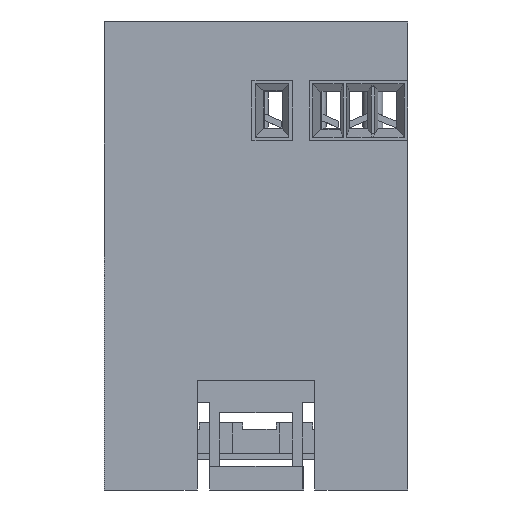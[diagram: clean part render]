
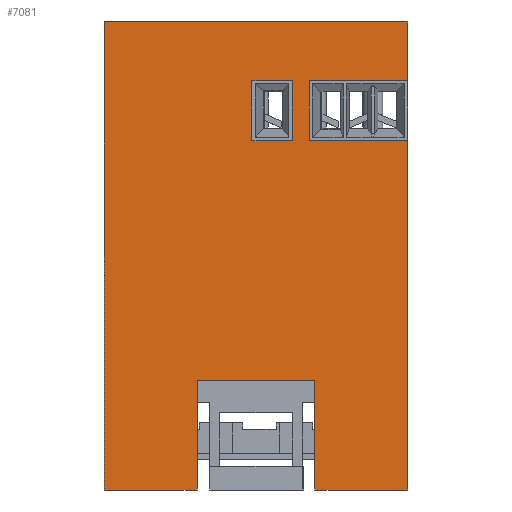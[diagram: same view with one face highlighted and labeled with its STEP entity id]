
A CAD part, front view. The second image highlights one B-rep face of the part: STEP entity #7081.
In plain terms, the highlighted planar face has unit normal (0, -1, 0).
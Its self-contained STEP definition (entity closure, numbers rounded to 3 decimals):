
#25=DIRECTION('',(0.,0.,-1.));
#26=VECTOR('',#25,69.5);
#27=CARTESIAN_POINT('',(-22.5,-10.25,34.75));
#28=LINE('',#27,#26);
#1797=DIRECTION('',(-1.,0.,0.));
#1798=VECTOR('',#1797,6.);
#1799=CARTESIAN_POINT('',(5.4,-10.25,26.05));
#1800=LINE('',#1799,#1798);
#1801=DIRECTION('',(0.,0.,-1.));
#1802=VECTOR('',#1801,8.9);
#1803=CARTESIAN_POINT('',(-0.6,-10.25,26.05));
#1804=LINE('',#1803,#1802);
#1805=DIRECTION('',(1.,0.,0.));
#1806=VECTOR('',#1805,6.);
#1807=CARTESIAN_POINT('',(-0.6,-10.25,17.15));
#1808=LINE('',#1807,#1806);
#1809=DIRECTION('',(0.,0.,1.));
#1810=VECTOR('',#1809,8.9);
#1811=CARTESIAN_POINT('',(5.4,-10.25,17.15));
#1812=LINE('',#1811,#1810);
#1825=DIRECTION('',(0.,0.,1.));
#1826=VECTOR('',#1825,16.2);
#1827=CARTESIAN_POINT('',(8.75,-10.25,-34.75));
#1828=LINE('',#1827,#1826);
#1829=DIRECTION('',(-1.,0.,0.));
#1830=VECTOR('',#1829,17.5);
#1831=CARTESIAN_POINT('',(8.75,-10.25,-18.55));
#1832=LINE('',#1831,#1830);
#1833=DIRECTION('',(0.,0.,1.));
#1834=VECTOR('',#1833,16.2);
#1835=CARTESIAN_POINT('',(-8.75,-10.25,-34.75));
#1836=LINE('',#1835,#1834);
#1837=DIRECTION('',(1.,0.,0.));
#1838=VECTOR('',#1837,45.);
#1839=CARTESIAN_POINT('',(-22.5,-10.25,34.75));
#1840=LINE('',#1839,#1838);
#1841=DIRECTION('',(-1.,0.,0.));
#1842=VECTOR('',#1841,14.6);
#1843=CARTESIAN_POINT('',(22.5,-10.25,26.05));
#1844=LINE('',#1843,#1842);
#1845=DIRECTION('',(0.,0.,-1.));
#1846=VECTOR('',#1845,8.9);
#1847=CARTESIAN_POINT('',(7.9,-10.25,26.05));
#1848=LINE('',#1847,#1846);
#1849=DIRECTION('',(-1.,0.,0.));
#1850=VECTOR('',#1849,14.6);
#1851=CARTESIAN_POINT('',(22.5,-10.25,17.15));
#1852=LINE('',#1851,#1850);
#2011=DIRECTION('',(1.,0.,0.));
#2012=VECTOR('',#2011,13.75);
#2013=CARTESIAN_POINT('',(8.75,-10.25,-34.75));
#2014=LINE('',#2013,#2012);
#2023=DIRECTION('',(1.,0.,0.));
#2024=VECTOR('',#2023,13.75);
#2025=CARTESIAN_POINT('',(-22.5,-10.25,-34.75));
#2026=LINE('',#2025,#2024);
#2073=DIRECTION('',(0.,0.,-1.));
#2074=VECTOR('',#2073,51.9);
#2075=CARTESIAN_POINT('',(22.5,-10.25,17.15));
#2076=LINE('',#2075,#2074);
#2081=DIRECTION('',(0.,0.,-1.));
#2082=VECTOR('',#2081,8.7);
#2083=CARTESIAN_POINT('',(22.5,-10.25,34.75));
#2084=LINE('',#2083,#2082);
#3653=CARTESIAN_POINT('',(-22.5,-10.25,34.75));
#3654=CARTESIAN_POINT('',(-22.5,-10.25,-34.75));
#3655=VERTEX_POINT('',#3653);
#3656=VERTEX_POINT('',#3654);
#3659=CARTESIAN_POINT('',(22.5,-10.25,-34.75));
#3661=VERTEX_POINT('',#3659);
#3663=CARTESIAN_POINT('',(22.5,-10.25,34.75));
#3664=VERTEX_POINT('',#3663);
#4021=CARTESIAN_POINT('',(22.5,-10.25,26.05));
#4022=CARTESIAN_POINT('',(7.9,-10.25,26.05));
#4023=VERTEX_POINT('',#4021);
#4024=VERTEX_POINT('',#4022);
#4025=CARTESIAN_POINT('',(7.9,-10.25,17.15));
#4026=VERTEX_POINT('',#4025);
#4027=CARTESIAN_POINT('',(22.5,-10.25,17.15));
#4028=VERTEX_POINT('',#4027);
#4029=CARTESIAN_POINT('',(5.4,-10.25,26.05));
#4030=CARTESIAN_POINT('',(-0.6,-10.25,26.05));
#4031=VERTEX_POINT('',#4029);
#4032=VERTEX_POINT('',#4030);
#4033=CARTESIAN_POINT('',(-0.6,-10.25,17.15));
#4034=VERTEX_POINT('',#4033);
#4035=CARTESIAN_POINT('',(5.4,-10.25,17.15));
#4036=VERTEX_POINT('',#4035);
#4687=CARTESIAN_POINT('',(8.75,-10.25,-34.75));
#4688=CARTESIAN_POINT('',(8.75,-10.25,-18.55));
#4689=VERTEX_POINT('',#4687);
#4690=VERTEX_POINT('',#4688);
#4691=CARTESIAN_POINT('',(-8.75,-10.25,-18.55));
#4692=VERTEX_POINT('',#4691);
#4693=CARTESIAN_POINT('',(-8.75,-10.25,-34.75));
#4694=VERTEX_POINT('',#4693);
#7043=CARTESIAN_POINT('',(-22.5,-10.25,34.75));
#7044=DIRECTION('',(0.,-1.,0.));
#7045=DIRECTION('',(0.,0.,-1.));
#7046=AXIS2_PLACEMENT_3D('',#7043,#7044,#7045);
#7047=PLANE('',#7046);
#7049=ORIENTED_EDGE('',*,*,#7048,.T.);
#7051=ORIENTED_EDGE('',*,*,#7050,.T.);
#7053=ORIENTED_EDGE('',*,*,#7052,.F.);
#7055=ORIENTED_EDGE('',*,*,#7054,.F.);
#7056=ORIENTED_EDGE('',*,*,#4800,.F.);
#7057=ORIENTED_EDGE('',*,*,#5770,.T.);
#7059=ORIENTED_EDGE('',*,*,#7058,.T.);
#7060=ORIENTED_EDGE('',*,*,#7017,.T.);
#7062=ORIENTED_EDGE('',*,*,#7061,.T.);
#7064=ORIENTED_EDGE('',*,*,#7063,.F.);
#7066=ORIENTED_EDGE('',*,*,#7065,.T.);
#7068=ORIENTED_EDGE('',*,*,#7067,.F.);
#7069=EDGE_LOOP('',(#7049,#7051,#7053,#7055,#7056,#7057,#7059,#7060,#7062,#7064,
#7066,#7068));
#7070=FACE_OUTER_BOUND('',#7069,.F.);
#7072=ORIENTED_EDGE('',*,*,#7071,.T.);
#7074=ORIENTED_EDGE('',*,*,#7073,.T.);
#7076=ORIENTED_EDGE('',*,*,#7075,.T.);
#7078=ORIENTED_EDGE('',*,*,#7077,.T.);
#7079=EDGE_LOOP('',(#7072,#7074,#7076,#7078));
#7080=FACE_BOUND('',#7079,.F.);
#7081=ADVANCED_FACE('',(#7070,#7080),#7047,.T.);
#4800=EDGE_CURVE('',#3655,#3656,#28,.T.);
#5770=EDGE_CURVE('',#3655,#3664,#1840,.T.);
#7017=EDGE_CURVE('',#4023,#4024,#1844,.T.);
#7048=EDGE_CURVE('',#4689,#4690,#1828,.T.);
#7050=EDGE_CURVE('',#4690,#4692,#1832,.T.);
#7052=EDGE_CURVE('',#4694,#4692,#1836,.T.);
#7054=EDGE_CURVE('',#3656,#4694,#2026,.T.);
#7058=EDGE_CURVE('',#3664,#4023,#2084,.T.);
#7061=EDGE_CURVE('',#4024,#4026,#1848,.T.);
#7063=EDGE_CURVE('',#4028,#4026,#1852,.T.);
#7065=EDGE_CURVE('',#4028,#3661,#2076,.T.);
#7067=EDGE_CURVE('',#4689,#3661,#2014,.T.);
#7071=EDGE_CURVE('',#4031,#4032,#1800,.T.);
#7073=EDGE_CURVE('',#4032,#4034,#1804,.T.);
#7075=EDGE_CURVE('',#4034,#4036,#1808,.T.);
#7077=EDGE_CURVE('',#4036,#4031,#1812,.T.);
